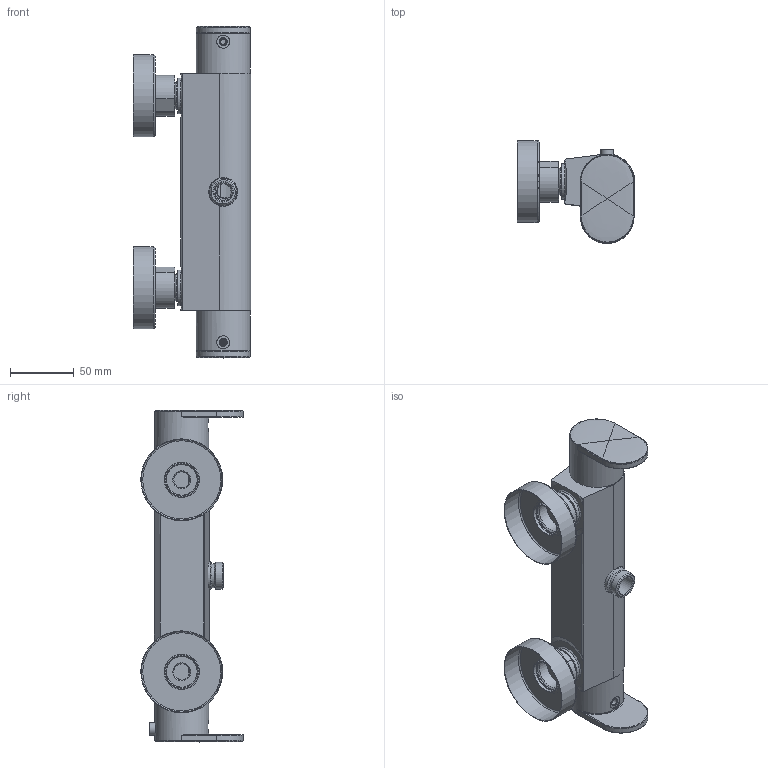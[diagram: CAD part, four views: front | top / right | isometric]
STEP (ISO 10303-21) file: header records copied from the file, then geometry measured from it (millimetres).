
FILE_DESCRIPTION(/* description */ ('Unknown'),/* implementation_level */ '2;1');
FILE_NAME(/* name */ 'F008',/* time_stamp */ '2016-03-11T16:29:57+01:00',/* author */ ('Unknown'),/* organization */ ('Unknown'),/* preprocessor_version */ 'ST-DEVELOPER v16.7',/* originating_system */ 'DEX',/* authorisation */ $);
FILE_SCHEMA (('AUTOMOTIVE_DESIGN {1 0 10303 214 3 1 1}'));
Length unit declared in the file: millimetre
Products named in the file (14): F008-00; corpo light_lavorato; gruppo portavalvola_98000641; sedi_93000055; calotte_91010195; Gruppo_raccordo_uscita_11010671; raccordi_uscita_11010155; gruppo rosone_1101965 nuovo basso; rosoni_11010395 Nuovo basso; insieme maniglia on-off; FRIENDO 42 ch; insieme maniglia thermo; FRIENDO 42 reg; FRIENDO 42 reg_0
Assembly tree (16 placements, depth 3):
  F008-00
    corpo light_lavorato
    gruppo portavalvola_98000641  x2
      sedi_93000055
    calotte_91010195  x2
    Gruppo_raccordo_uscita_11010671
      raccordi_uscita_11010155
    gruppo rosone_1101965 nuovo basso  x2
      rosoni_11010395 Nuovo basso
    insieme maniglia on-off
      FRIENDO 42 ch
    insieme maniglia thermo
      FRIENDO 42 reg
      FRIENDO 42 reg_0
Bounding box: 91.75 x 80 x 259.4 mm (x, y, z)
Volume: 224481.3 mm3; surface area: 152034.7 mm2
Topology: 11 solids, 11 shells, 776 faces, 1817 edges, 1061 vertices
Faces by surface type: cylinder 247, plane 235, bspline 90, torus 79, cone 75, sphere 50
Full cylindrical faces by diameter (mm): 2.459 x1, 3 x2, 3.2 x1, 3.5 x2, 4.2 x2, 4.5 x1, 5.2 x2, 7 x1, 7.5 x1, 10 x3, 10.2 x3, 15.05 x5, 15.2 x1, 15.8 x2, 17.7 x2, 18 x1, 18.05 x2, 18.5 x1, 18.6 x3, 19.2 x2, 20 x3, 20.955 x1, 21.05 x2, 21.55 x1, 21.7 x2, 22 x1, 22.2 x2, 22.55 x1, 24 x2, 24.117 x2
Entity records: 25702 total; most frequent: CARTESIAN_POINT 10350, DIRECTION 3114, ORIENTED_EDGE 2916, EDGE_CURVE 1458, AXIS2_PLACEMENT_3D 1324, VERTEX_POINT 916, FACE_BOUND 876, EDGE_LOOP 873
